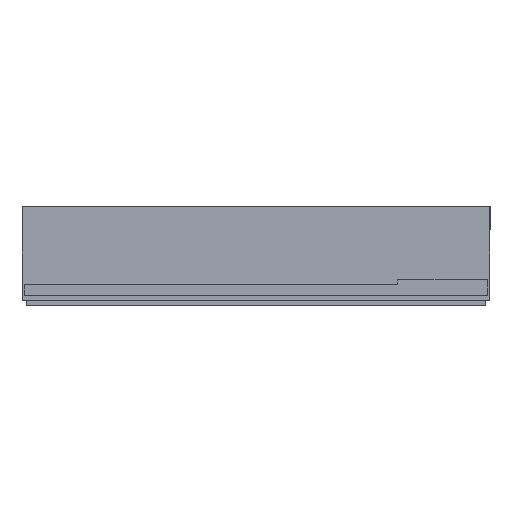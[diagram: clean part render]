
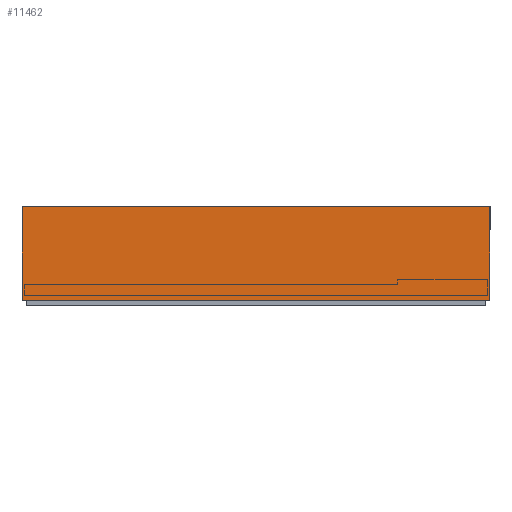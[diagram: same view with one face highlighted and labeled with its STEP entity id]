
A CAD part, left-side view. The second image highlights one B-rep face of the part: STEP entity #11462.
In plain terms, the highlighted planar face has unit normal (-1, 0, 0).
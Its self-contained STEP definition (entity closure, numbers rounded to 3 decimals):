
#212 = EDGE_CURVE ( 'NONE', #2874, #349, #878, .T. ) ;
#349 = VERTEX_POINT ( 'NONE', #13696 ) ;
#781 = FACE_OUTER_BOUND ( 'NONE', #9361, .T. ) ;
#850 = VERTEX_POINT ( 'NONE', #3514 ) ;
#878 = LINE ( 'NONE', #6357, #6282 ) ;
#1287 = LINE ( 'NONE', #6763, #6821 ) ;
#2874 = VERTEX_POINT ( 'NONE', #8822 ) ;
#3407 = EDGE_CURVE ( 'NONE', #16533, #349, #17359, .T. ) ;
#3514 = CARTESIAN_POINT ( 'NONE',  ( 0., 750., -150. ) ) ;
#4912 = DIRECTION ( 'NONE',  ( 0., 0., -1. ) ) ;
#5116 = CARTESIAN_POINT ( 'NONE',  ( 0., 0., -150. ) ) ;
#6258 = PLANE ( 'NONE',  #16715 ) ;
#6282 = VECTOR ( 'NONE', #11811, 1000. ) ;
#6357 = CARTESIAN_POINT ( 'NONE',  ( 0., 900.213, 0. ) ) ;
#6503 = LINE ( 'NONE', #11950, #12726 ) ;
#6763 = CARTESIAN_POINT ( 'NONE',  ( 0., 750., -150. ) ) ;
#6821 = VECTOR ( 'NONE', #12208, 1000. ) ;
#8822 = CARTESIAN_POINT ( 'NONE',  ( 0., 750., 0. ) ) ;
#9237 = VECTOR ( 'NONE', #10568, 1000. ) ;
#9361 = EDGE_LOOP ( 'NONE', ( #14778, #16789, #15541, #14469 ) ) ;
#10568 = DIRECTION ( 'NONE',  ( 0., 0., 1. ) ) ;
#11462 = ADVANCED_FACE ( 'NONE', ( #781 ), #6258, .F. ) ;
#11707 = CARTESIAN_POINT ( 'NONE',  ( 0., 900.213, -150. ) ) ;
#11811 = DIRECTION ( 'NONE',  ( 0., -1., 0. ) ) ;
#11948 = EDGE_CURVE ( 'NONE', #850, #16533, #6503, .T. ) ;
#11950 = CARTESIAN_POINT ( 'NONE',  ( 0., 900.213, -150. ) ) ;
#12208 = DIRECTION ( 'NONE',  ( 0., 0., 1. ) ) ;
#12726 = VECTOR ( 'NONE', #17399, 1000. ) ;
#13696 = CARTESIAN_POINT ( 'NONE',  ( 0., 0., 0. ) ) ;
#14469 = ORIENTED_EDGE ( 'NONE', *, *, #212, .F. ) ;
#14778 = ORIENTED_EDGE ( 'NONE', *, *, #15277, .F. ) ;
#15277 = EDGE_CURVE ( 'NONE', #850, #2874, #1287, .T. ) ;
#15541 = ORIENTED_EDGE ( 'NONE', *, *, #3407, .T. ) ;
#16533 = VERTEX_POINT ( 'NONE', #16790 ) ;
#16715 = AXIS2_PLACEMENT_3D ( 'NONE', #11707, #17154, #4912 ) ;
#16789 = ORIENTED_EDGE ( 'NONE', *, *, #11948, .T. ) ;
#16790 = CARTESIAN_POINT ( 'NONE',  ( 0., 0., -150. ) ) ;
#17154 = DIRECTION ( 'NONE',  ( 1., 0., 0. ) ) ;
#17359 = LINE ( 'NONE', #5116, #9237 ) ;
#17399 = DIRECTION ( 'NONE',  ( 0., -1., 0. ) ) ;
